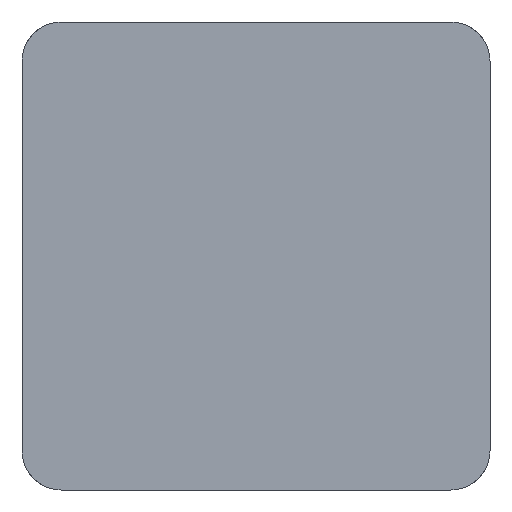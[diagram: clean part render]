
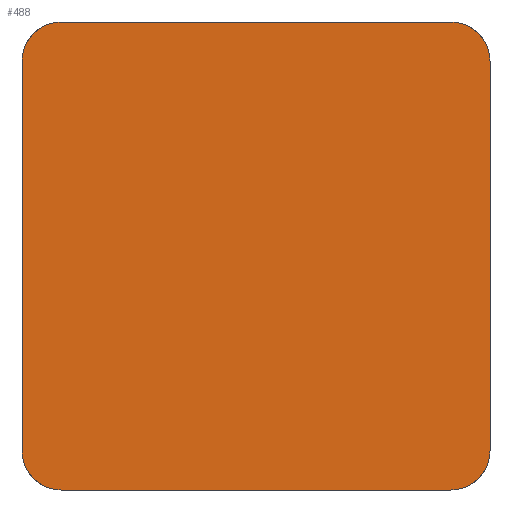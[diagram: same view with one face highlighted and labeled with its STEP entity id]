
A CAD part, front view. The second image highlights one B-rep face of the part: STEP entity #488.
In plain terms, the highlighted planar face has unit normal (0, -1, 0).
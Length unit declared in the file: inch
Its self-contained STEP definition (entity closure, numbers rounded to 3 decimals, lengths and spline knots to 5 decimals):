
#3 = FACE_OUTER_BOUND ( 'NONE', #538, .T. ) ;
#6 = AXIS2_PLACEMENT_3D ( 'NONE', #58, #175, #183 ) ;
#16 = EDGE_CURVE ( 'NONE', #109, #54, #49, .T. ) ;
#23 = DIRECTION ( 'NONE',  ( 0., 0., -1. ) ) ;
#28 = CARTESIAN_POINT ( 'NONE',  ( 0.24775, 0., 0.5455 ) ) ;
#37 = DIRECTION ( 'NONE',  ( 0., 1., 0. ) ) ;
#40 = LINE ( 'NONE', #349, #64 ) ;
#49 = LINE ( 'NONE', #140, #531 ) ;
#52 = CARTESIAN_POINT ( 'NONE',  ( -0.24775, 0., 0. ) ) ;
#54 = VERTEX_POINT ( 'NONE', #709 ) ;
#57 = CARTESIAN_POINT ( 'NONE',  ( -0.29775, 0., 0.5455 ) ) ;
#58 = CARTESIAN_POINT ( 'NONE',  ( -0.24775, 0., 0.5455 ) ) ;
#64 = VECTOR ( 'NONE', #234, 39.37008 ) ;
#80 = DIRECTION ( 'NONE',  ( 0., 0., -1. ) ) ;
#85 = VECTOR ( 'NONE', #80, 39.37008 ) ;
#97 = ORIENTED_EDGE ( 'NONE', *, *, #701, .T. ) ;
#109 = VERTEX_POINT ( 'NONE', #57 ) ;
#128 = VERTEX_POINT ( 'NONE', #688 ) ;
#136 = DIRECTION ( 'NONE',  ( 1., 0., 0. ) ) ;
#139 = PLANE ( 'NONE',  #506 ) ;
#140 = CARTESIAN_POINT ( 'NONE',  ( -0.29775, 0., 0.5955 ) ) ;
#166 = EDGE_CURVE ( 'NONE', #640, #632, #40, .T. ) ;
#175 = DIRECTION ( 'NONE',  ( 0., -1., 0. ) ) ;
#183 = DIRECTION ( 'NONE',  ( 0., 0., 1. ) ) ;
#190 = AXIS2_PLACEMENT_3D ( 'NONE', #319, #598, #552 ) ;
#192 = ORIENTED_EDGE ( 'NONE', *, *, #354, .T. ) ;
#210 = ORIENTED_EDGE ( 'NONE', *, *, #343, .T. ) ;
#229 = CIRCLE ( 'NONE', #357, 0.05 ) ;
#234 = DIRECTION ( 'NONE',  ( 1., 0., 0. ) ) ;
#249 = CARTESIAN_POINT ( 'NONE',  ( 0.29775, 0., 0.05 ) ) ;
#252 = ORIENTED_EDGE ( 'NONE', *, *, #324, .F. ) ;
#253 = VERTEX_POINT ( 'NONE', #52 ) ;
#255 = CARTESIAN_POINT ( 'NONE',  ( -0.24775, 0., 0.5955 ) ) ;
#264 = DIRECTION ( 'NONE',  ( 0., -1., 0. ) ) ;
#267 = DIRECTION ( 'NONE',  ( 0., 0., 1. ) ) ;
#270 = ORIENTED_EDGE ( 'NONE', *, *, #624, .T. ) ;
#275 = EDGE_CURVE ( 'NONE', #640, #109, #509, .T. ) ;
#310 = CARTESIAN_POINT ( 'NONE',  ( 0.24775, 0., 0.5955 ) ) ;
#319 = CARTESIAN_POINT ( 'NONE',  ( -0.24775, 0., 0.05 ) ) ;
#324 = EDGE_CURVE ( 'NONE', #655, #468, #621, .T. ) ;
#343 = EDGE_CURVE ( 'NONE', #253, #128, #352, .T. ) ;
#349 = CARTESIAN_POINT ( 'NONE',  ( -0.29775, 0., 0.5955 ) ) ;
#352 = LINE ( 'NONE', #490, #572 ) ;
#354 = EDGE_CURVE ( 'NONE', #655, #632, #472, .T. ) ;
#357 = AXIS2_PLACEMENT_3D ( 'NONE', #399, #512, #267 ) ;
#375 = CARTESIAN_POINT ( 'NONE',  ( 0.29775, 0., 0.5955 ) ) ;
#387 = DIRECTION ( 'NONE',  ( 0., 0., 1. ) ) ;
#396 = ORIENTED_EDGE ( 'NONE', *, *, #275, .T. ) ;
#399 = CARTESIAN_POINT ( 'NONE',  ( 0.24775, 0., 0.05 ) ) ;
#425 = ORIENTED_EDGE ( 'NONE', *, *, #166, .F. ) ;
#446 = CARTESIAN_POINT ( 'NONE',  ( -0.29775, 0., 0.5955 ) ) ;
#468 = VERTEX_POINT ( 'NONE', #249 ) ;
#472 = CIRCLE ( 'NONE', #482, 0.05 ) ;
#482 = AXIS2_PLACEMENT_3D ( 'NONE', #28, #264, #595 ) ;
#488 = ADVANCED_FACE ( 'NONE', ( #3 ), #139, .F. ) ;
#490 = CARTESIAN_POINT ( 'NONE',  ( -0.29775, 0., 0. ) ) ;
#498 = CIRCLE ( 'NONE', #190, 0.05 ) ;
#506 = AXIS2_PLACEMENT_3D ( 'NONE', #446, #37, #387 ) ;
#509 = CIRCLE ( 'NONE', #6, 0.05 ) ;
#512 = DIRECTION ( 'NONE',  ( 0., -1., 0. ) ) ;
#531 = VECTOR ( 'NONE', #23, 39.37008 ) ;
#538 = EDGE_LOOP ( 'NONE', ( #573, #270, #210, #97, #252, #192, #425, #396 ) ) ;
#552 = DIRECTION ( 'NONE',  ( 0., 0., 1. ) ) ;
#572 = VECTOR ( 'NONE', #136, 39.37008 ) ;
#573 = ORIENTED_EDGE ( 'NONE', *, *, #16, .T. ) ;
#590 = CARTESIAN_POINT ( 'NONE',  ( 0.29775, 0., 0.5455 ) ) ;
#595 = DIRECTION ( 'NONE',  ( 0., 0., 1. ) ) ;
#598 = DIRECTION ( 'NONE',  ( 0., -1., 0. ) ) ;
#621 = LINE ( 'NONE', #375, #85 ) ;
#624 = EDGE_CURVE ( 'NONE', #54, #253, #498, .T. ) ;
#632 = VERTEX_POINT ( 'NONE', #310 ) ;
#640 = VERTEX_POINT ( 'NONE', #255 ) ;
#655 = VERTEX_POINT ( 'NONE', #590 ) ;
#688 = CARTESIAN_POINT ( 'NONE',  ( 0.24775, 0., 0. ) ) ;
#701 = EDGE_CURVE ( 'NONE', #128, #468, #229, .T. ) ;
#709 = CARTESIAN_POINT ( 'NONE',  ( -0.29775, 0., 0.05 ) ) ;
